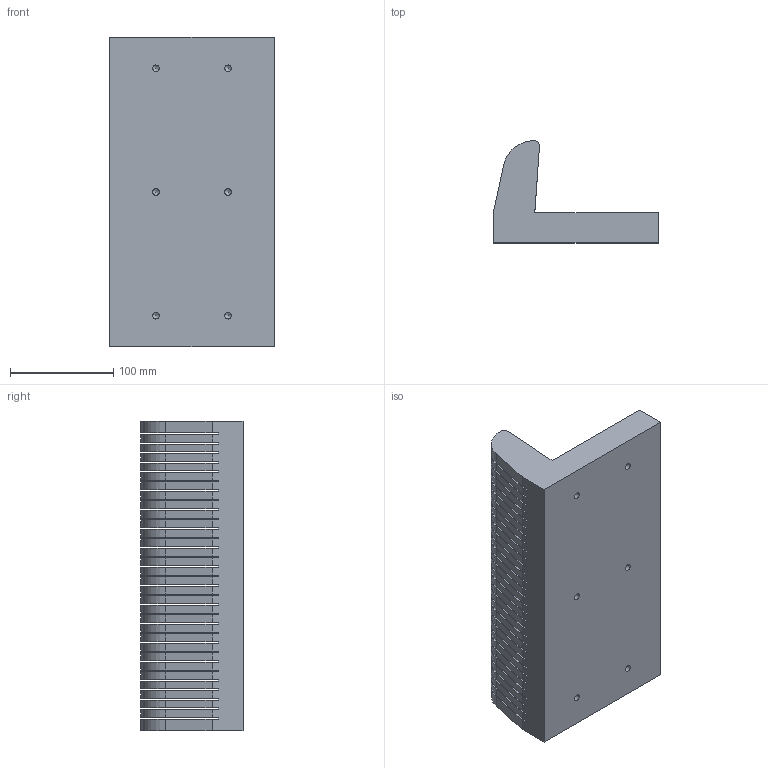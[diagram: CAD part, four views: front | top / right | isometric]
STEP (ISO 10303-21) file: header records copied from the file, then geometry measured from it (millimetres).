
FILE_DESCRIPTION( ( 'STEP AP214' ), '1' );
FILE_NAME( ' ', ' ', ( ' ' ), ( ' ' ), 'PSStep 10.1', ' ', ' ' );
FILE_SCHEMA( ( 'AUTOMOTIVE_DESIGN { 1 0 10303 214 1 1 1 1 }' ) );
Length unit declared in the file: millimetre
Products named in the file (1): @162
Bounding box: 160 x 99 x 300 mm (x, y, z)
Volume: 1933118.4 mm3; surface area: 354199.2 mm2
Topology: 1 solids, 1 shells, 302 faces, 894 edges, 594 vertices
Faces by surface type: plane 226, cylinder 70, cone 6
Full cylindrical faces by diameter (mm): 6.5 x6
Entity records: 12352 total; most frequent: CARTESIAN_POINT 1773, ORIENTED_EDGE 1752, DIRECTION 1622, EDGE_CURVE 876, LINE 736, VECTOR 736, VERTEX_POINT 594, AXIS2_PLACEMENT_3D 443
